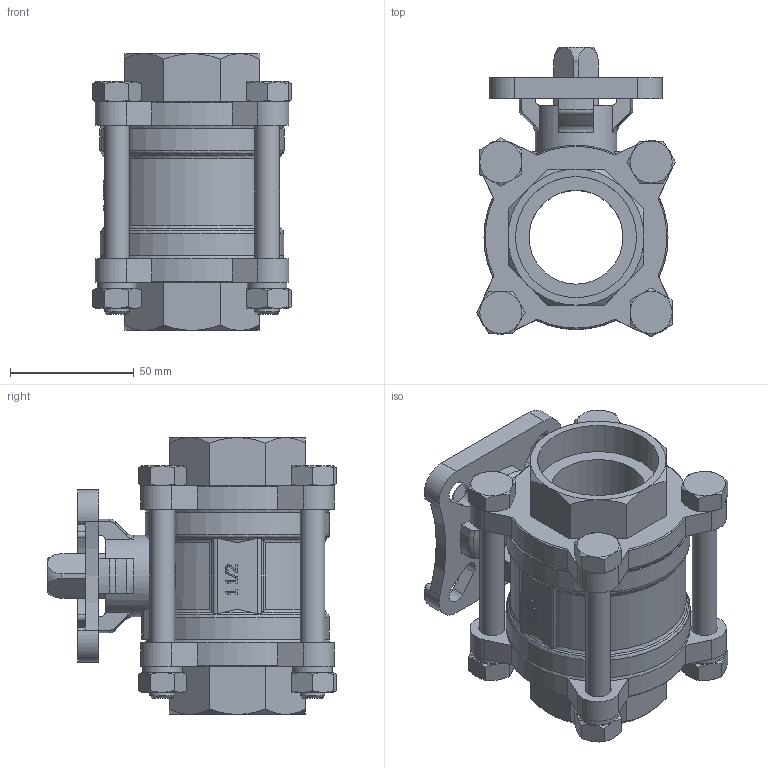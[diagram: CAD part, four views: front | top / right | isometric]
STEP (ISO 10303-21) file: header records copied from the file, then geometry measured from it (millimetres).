
FILE_DESCRIPTION(/* description */ ('STEP AP214'),/* implementation_level */ '2;1');
FILE_NAME(/* name */ '8089044_VZBE-11_2-WA-63-T-2-F0507-V15V15',/* time_stamp */ '2024-09-18T01:39:37+02:00',/* author */ ('License CC BY-ND 4.0'),/* organization */ ('CADENAS'),/* preprocessor_version */ 'ST-DEVELOPER v19.3',/* originating_system */ 'PARTsolutions',/* authorisation */ ' ');
FILE_SCHEMA (('AUTOMOTIVE_DESIGN {1 0 10303 214 3 1 1}'));
Length unit declared in the file: millimetre
Products named in the file (2): 8089044 VZBE-11/2-WA-63-T-2-F0507-V15V15; 8089044 VZBE-11/2-WA-63-T-2-F0507-V15V15_v
Assembly tree (1 placements, depth 2):
  8089044 VZBE-11/2-WA-63-T-2-F0507-V15V15
    8089044 VZBE-11/2-WA-63-T-2-F0507-V15V15_v
Bounding box: 80.44 x 117.22 x 112 mm (x, y, z)
Volume: 357712.8 mm3; surface area: 81064.5 mm2
Topology: 1 solids, 1 shells, 459 faces, 1162 edges, 732 vertices
Faces by surface type: plane 207, cone 125, cylinder 97, torus 30
Full cylindrical faces by diameter (mm): 10 x8, 10.5 x8, 16 x4, 33 x1, 36 x1, 38 x1, 49 x2, 74.5 x1
Entity records: 13931 total; most frequent: CARTESIAN_POINT 3392, ORIENTED_EDGE 2232, DIRECTION 2054, EDGE_CURVE 1116, AXIS2_PLACEMENT_3D 818, VERTEX_POINT 722, EDGE_LOOP 548, FACE_BOUND 548
